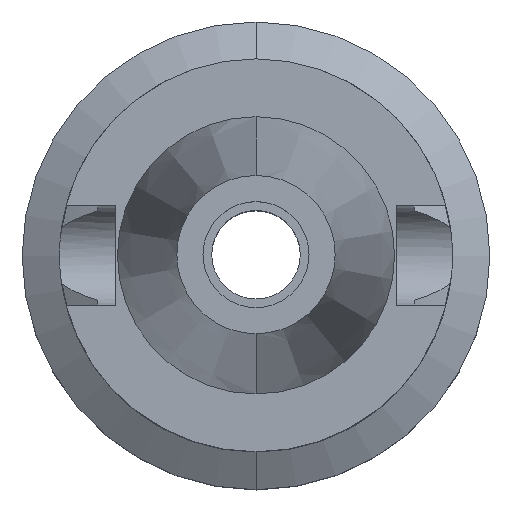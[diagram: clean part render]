
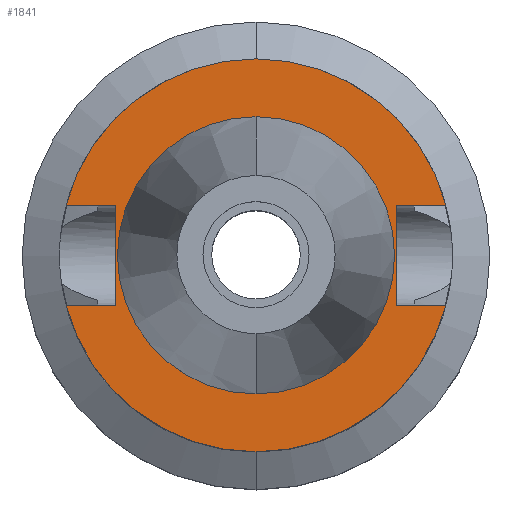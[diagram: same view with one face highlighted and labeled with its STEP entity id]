
A CAD part, top view. The second image highlights one B-rep face of the part: STEP entity #1841.
In plain terms, the highlighted planar face has unit normal (0, 0, 1).
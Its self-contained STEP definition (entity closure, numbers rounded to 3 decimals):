
#736=DIRECTION('',(1.,0.,0.));
#737=VECTOR('',#736,7.954);
#738=CARTESIAN_POINT('',(22.5,8.05,-1.));
#739=LINE('',#738,#737);
#783=DIRECTION('',(0.,1.,0.));
#784=VECTOR('',#783,16.1);
#785=CARTESIAN_POINT('',(-22.5,-8.05,-1.));
#786=LINE('',#785,#784);
#790=DIRECTION('',(-1.,0.,0.));
#791=VECTOR('',#790,7.954);
#792=CARTESIAN_POINT('',(-22.5,8.05,-1.));
#793=LINE('',#792,#791);
#797=CARTESIAN_POINT('',(0.,0.,-1.));
#798=DIRECTION('',(0.,0.,-1.));
#799=DIRECTION('',(-0.967,0.256,0.));
#800=AXIS2_PLACEMENT_3D('',#797,#798,#799);
#805=CARTESIAN_POINT('',(0.,0.,-1.));
#806=DIRECTION('',(0.,0.,-1.));
#807=DIRECTION('',(0.,1.,0.));
#808=AXIS2_PLACEMENT_3D('',#805,#806,#807);
#813=DIRECTION('',(0.,-1.,0.));
#814=VECTOR('',#813,16.1);
#815=CARTESIAN_POINT('',(22.5,8.05,-1.));
#816=LINE('',#815,#814);
#820=DIRECTION('',(1.,0.,0.));
#821=VECTOR('',#820,7.954);
#822=CARTESIAN_POINT('',(22.5,-8.05,-1.));
#823=LINE('',#822,#821);
#827=CARTESIAN_POINT('',(0.,0.,-1.));
#828=DIRECTION('',(0.,0.,-1.));
#829=DIRECTION('',(0.967,-0.256,0.));
#830=AXIS2_PLACEMENT_3D('',#827,#828,#829);
#835=CARTESIAN_POINT('',(0.,0.,-1.));
#836=DIRECTION('',(0.,0.,-1.));
#837=DIRECTION('',(0.,-1.,0.));
#838=AXIS2_PLACEMENT_3D('',#835,#836,#837);
#843=CARTESIAN_POINT('',(0.,0.,-1.));
#844=DIRECTION('',(0.,0.,1.));
#845=DIRECTION('',(0.,-1.,0.));
#846=AXIS2_PLACEMENT_3D('',#843,#844,#845);
#851=CARTESIAN_POINT('',(0.,0.,-1.));
#852=DIRECTION('',(0.,0.,1.));
#853=DIRECTION('',(0.,1.,0.));
#854=AXIS2_PLACEMENT_3D('',#851,#852,#853);
#889=DIRECTION('',(-1.,0.,0.));
#890=VECTOR('',#889,7.954);
#891=CARTESIAN_POINT('',(-22.5,-8.05,-1.));
#892=LINE('',#891,#890);
#1147=CARTESIAN_POINT('',(-22.5,-8.05,-1.));
#1148=VERTEX_POINT('',#1147);
#1149=CARTESIAN_POINT('',(-30.454,-8.05,-1.));
#1150=VERTEX_POINT('',#1149);
#1153=CARTESIAN_POINT('',(-22.5,8.05,-1.));
#1154=VERTEX_POINT('',#1153);
#1155=CARTESIAN_POINT('',(-30.454,8.05,-1.));
#1156=VERTEX_POINT('',#1155);
#1157=CARTESIAN_POINT('',(0.,31.5,-1.));
#1158=CARTESIAN_POINT('',(30.454,8.05,-1.));
#1159=VERTEX_POINT('',#1157);
#1160=VERTEX_POINT('',#1158);
#1161=CARTESIAN_POINT('',(22.5,8.05,-1.));
#1162=VERTEX_POINT('',#1161);
#1163=CARTESIAN_POINT('',(22.5,-8.05,-1.));
#1164=VERTEX_POINT('',#1163);
#1165=CARTESIAN_POINT('',(30.454,-8.05,-1.));
#1166=VERTEX_POINT('',#1165);
#1167=CARTESIAN_POINT('',(0.,-31.5,-1.));
#1168=VERTEX_POINT('',#1167);
#1169=CARTESIAN_POINT('',(0.,-22.225,-1.));
#1170=CARTESIAN_POINT('',(0.,22.225,-1.));
#1171=VERTEX_POINT('',#1169);
#1172=VERTEX_POINT('',#1170);
#1811=CARTESIAN_POINT('',(0.,0.,-1.));
#1812=DIRECTION('',(0.,0.,-1.));
#1813=DIRECTION('',(0.,-1.,0.));
#1814=AXIS2_PLACEMENT_3D('',#1811,#1812,#1813);
#1815=PLANE('',#1814);
#1817=ORIENTED_EDGE('',*,*,#1816,.T.);
#1818=ORIENTED_EDGE('',*,*,#1754,.T.);
#1820=ORIENTED_EDGE('',*,*,#1819,.T.);
#1822=ORIENTED_EDGE('',*,*,#1821,.T.);
#1823=ORIENTED_EDGE('',*,*,#1788,.F.);
#1824=ORIENTED_EDGE('',*,*,#1801,.T.);
#1826=ORIENTED_EDGE('',*,*,#1825,.T.);
#1828=ORIENTED_EDGE('',*,*,#1827,.T.);
#1830=ORIENTED_EDGE('',*,*,#1829,.T.);
#1832=ORIENTED_EDGE('',*,*,#1831,.F.);
#1833=EDGE_LOOP('',(#1817,#1818,#1820,#1822,#1823,#1824,#1826,#1828,#1830,
#1832));
#1834=FACE_OUTER_BOUND('',#1833,.F.);
#1836=ORIENTED_EDGE('',*,*,#1835,.T.);
#1838=ORIENTED_EDGE('',*,*,#1837,.T.);
#1839=EDGE_LOOP('',(#1836,#1838));
#1840=FACE_BOUND('',#1839,.F.);
#801=CIRCLE('',#800,31.5);
#809=CIRCLE('',#808,31.5);
#831=CIRCLE('',#830,31.5);
#839=CIRCLE('',#838,31.5);
#847=CIRCLE('',#846,22.225);
#855=CIRCLE('',#854,22.225);
#1754=EDGE_CURVE('',#1154,#1156,#793,.T.);
#1788=EDGE_CURVE('',#1162,#1160,#739,.T.);
#1801=EDGE_CURVE('',#1162,#1164,#816,.T.);
#1816=EDGE_CURVE('',#1148,#1154,#786,.T.);
#1819=EDGE_CURVE('',#1156,#1159,#801,.T.);
#1821=EDGE_CURVE('',#1159,#1160,#809,.T.);
#1825=EDGE_CURVE('',#1164,#1166,#823,.T.);
#1827=EDGE_CURVE('',#1166,#1168,#831,.T.);
#1829=EDGE_CURVE('',#1168,#1150,#839,.T.);
#1831=EDGE_CURVE('',#1148,#1150,#892,.T.);
#1835=EDGE_CURVE('',#1171,#1172,#847,.T.);
#1837=EDGE_CURVE('',#1172,#1171,#855,.T.);
#1841=ADVANCED_FACE('',(#1834,#1840),#1815,.F.);
